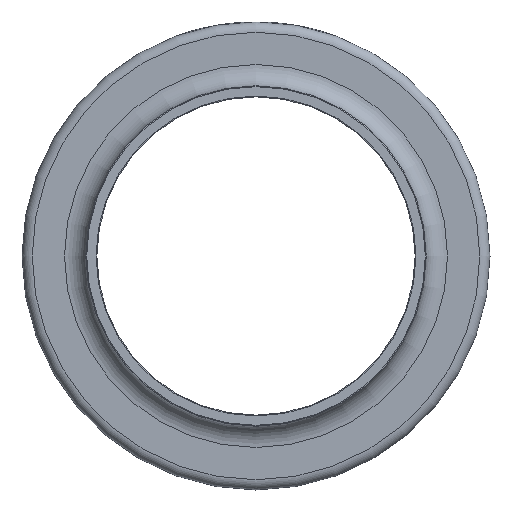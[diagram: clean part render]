
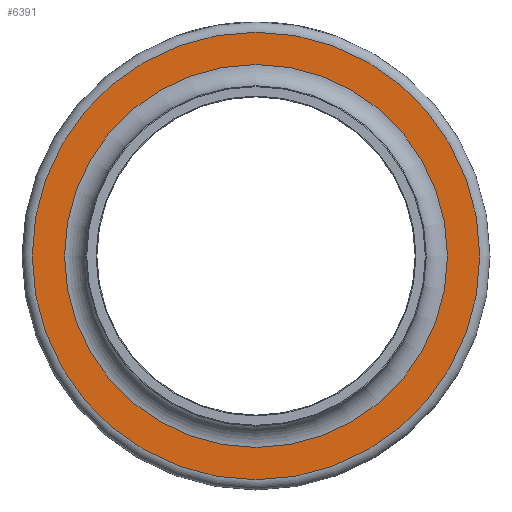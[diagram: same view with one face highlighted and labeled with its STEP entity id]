
A CAD part, left-side view. The second image highlights one B-rep face of the part: STEP entity #6391.
In plain terms, the highlighted planar face has unit normal (-1, 0, 0).
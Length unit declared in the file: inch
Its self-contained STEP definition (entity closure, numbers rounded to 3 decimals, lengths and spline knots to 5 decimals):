
#77=FACE_BOUND('',#1153,.T.);
#375=PLANE('',#6758);
#771=FACE_OUTER_BOUND('',#1152,.T.);
#1152=EDGE_LOOP('',(#5960,#5961));
#1153=EDGE_LOOP('',(#5962,#5963));
#1663=CIRCLE('',#6754,1.125);
#1664=CIRCLE('',#6755,1.125);
#1667=CIRCLE('',#6759,1.315);
#1668=CIRCLE('',#6760,1.315);
#3135=VERTEX_POINT('',#17636);
#3136=VERTEX_POINT('',#17638);
#3138=VERTEX_POINT('',#17645);
#3139=VERTEX_POINT('',#17646);
#4087=EDGE_CURVE('',#3135,#3136,#1663,.T.);
#4088=EDGE_CURVE('',#3136,#3135,#1664,.T.);
#4091=EDGE_CURVE('',#3138,#3139,#1667,.T.);
#4092=EDGE_CURVE('',#3139,#3138,#1668,.T.);
#5960=ORIENTED_EDGE('',*,*,#4091,.F.);
#5961=ORIENTED_EDGE('',*,*,#4092,.F.);
#5962=ORIENTED_EDGE('',*,*,#4088,.F.);
#5963=ORIENTED_EDGE('',*,*,#4087,.F.);
#6391=ADVANCED_FACE('',(#771,#77),#375,.T.);
#6754=AXIS2_PLACEMENT_3D('',#17639,#7863,#7864);
#6755=AXIS2_PLACEMENT_3D('',#17640,#7865,#7866);
#6758=AXIS2_PLACEMENT_3D('',#17644,#7871,#7872);
#6759=AXIS2_PLACEMENT_3D('',#17647,#7873,#7874);
#6760=AXIS2_PLACEMENT_3D('',#17648,#7875,#7876);
#7863=DIRECTION('center_axis',(-1.,0.,0.));
#7864=DIRECTION('ref_axis',(0.,-1.,0.));
#7865=DIRECTION('center_axis',(-1.,0.,0.));
#7866=DIRECTION('ref_axis',(0.,-1.,0.));
#7871=DIRECTION('center_axis',(-1.,0.,0.));
#7872=DIRECTION('ref_axis',(0.,0.,1.));
#7873=DIRECTION('center_axis',(1.,0.,0.));
#7874=DIRECTION('ref_axis',(0.,-1.,0.));
#7875=DIRECTION('center_axis',(1.,0.,0.));
#7876=DIRECTION('ref_axis',(0.,-1.,0.));
#17636=CARTESIAN_POINT('',(0.5,0.,1.125));
#17638=CARTESIAN_POINT('',(0.5,1.125,0.));
#17639=CARTESIAN_POINT('Origin',(0.5,0.,0.));
#17640=CARTESIAN_POINT('Origin',(0.5,0.,0.));
#17644=CARTESIAN_POINT('Origin',(0.5,1.1875,0.));
#17645=CARTESIAN_POINT('',(0.5,1.315,0.));
#17646=CARTESIAN_POINT('',(0.5,0.,1.315));
#17647=CARTESIAN_POINT('Origin',(0.5,0.,0.));
#17648=CARTESIAN_POINT('Origin',(0.5,0.,0.));
